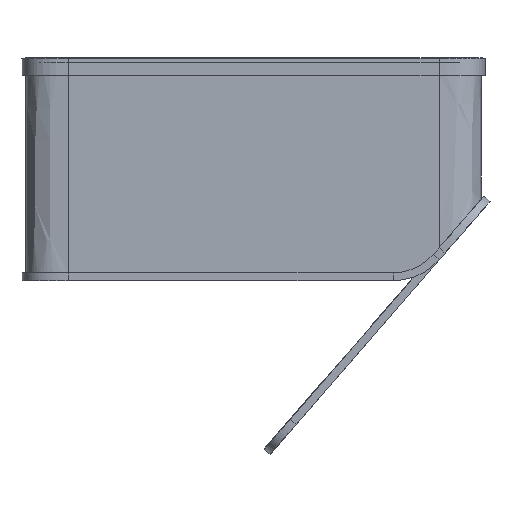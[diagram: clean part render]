
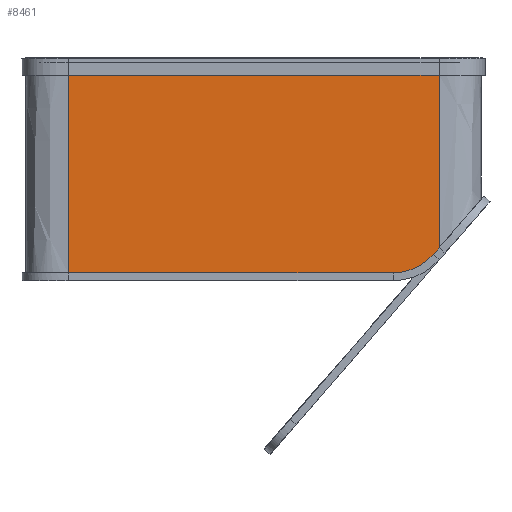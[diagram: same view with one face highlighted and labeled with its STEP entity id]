
A CAD part, left-side view. The second image highlights one B-rep face of the part: STEP entity #8461.
In plain terms, the highlighted planar face has unit normal (-1, 0, 0).
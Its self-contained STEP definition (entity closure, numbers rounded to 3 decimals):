
#896 = EDGE_CURVE ( 'NONE', #1502, #5423, #3580, .T. ) ;
#1156 = DIRECTION ( 'NONE',  ( 0., 1., 0. ) ) ;
#1459 = CARTESIAN_POINT ( 'NONE',  ( -115., 64., -6. ) ) ;
#1502 = VERTEX_POINT ( 'NONE', #12447 ) ;
#1678 = ORIENTED_EDGE ( 'NONE', *, *, #12899, .F. ) ;
#2239 = VERTEX_POINT ( 'NONE', #5783 ) ;
#2459 = PLANE ( 'NONE',  #5716 ) ;
#2499 = CARTESIAN_POINT ( 'NONE',  ( -115., -73.813, -73.621 ) ) ;
#2585 = DIRECTION ( 'NONE',  ( 0., 1., 0. ) ) ;
#2786 = CARTESIAN_POINT ( 'NONE',  ( -115., -58.719, -80.5 ) ) ;
#3106 = VERTEX_POINT ( 'NONE', #2786 ) ;
#3580 = LINE ( 'NONE', #15374, #6297 ) ;
#3800 = CARTESIAN_POINT ( 'NONE',  ( -115., 64., -6. ) ) ;
#4112 = AXIS2_PLACEMENT_3D ( 'NONE', #9358, #8107, #1156 ) ;
#4361 = ORIENTED_EDGE ( 'NONE', *, *, #4580, .F. ) ;
#4552 = B_SPLINE_CURVE_WITH_KNOTS ( 'NONE', 3,
 ( #13310, #11302, #6241, #3800 ),
 .UNSPECIFIED., .F., .F.,
 ( 4, 4 ),
 ( 0., 1. ),
 .UNSPECIFIED. ) ;
#4580 = EDGE_CURVE ( 'NONE', #1502, #10421, #8368, .T. ) ;
#4601 = ORIENTED_EDGE ( 'NONE', *, *, #8263, .F. ) ;
#4727 = DIRECTION ( 'NONE',  ( 0., 1., 0. ) ) ;
#4765 = EDGE_CURVE ( 'NONE', #8677, #10421, #15149, .T. ) ;
#5069 = CARTESIAN_POINT ( 'NONE',  ( -115., -76., -6. ) ) ;
#5176 = CARTESIAN_POINT ( 'NONE',  ( -115., 80., -80.5 ) ) ;
#5423 = VERTEX_POINT ( 'NONE', #1459 ) ;
#5482 = EDGE_LOOP ( 'NONE', ( #6688, #4361, #14878, #4601, #8782, #1678 ) ) ;
#5716 = AXIS2_PLACEMENT_3D ( 'NONE', #11890, #11746, #4727 ) ;
#5783 = CARTESIAN_POINT ( 'NONE',  ( -115., 64., -80.5 ) ) ;
#6241 = CARTESIAN_POINT ( 'NONE',  ( -115., 64., -30.833 ) ) ;
#6297 = VECTOR ( 'NONE', #7091, 1000. ) ;
#6688 = ORIENTED_EDGE ( 'NONE', *, *, #4765, .T. ) ;
#7091 = DIRECTION ( 'NONE',  ( 0., 1., 0. ) ) ;
#7450 = VECTOR ( 'NONE', #11265, 1000. ) ;
#7671 = CARTESIAN_POINT ( 'NONE',  ( -115., -92., -52.699 ) ) ;
#8107 = DIRECTION ( 'NONE',  ( 1., 0., 0. ) ) ;
#8263 = EDGE_CURVE ( 'NONE', #2239, #5423, #4552, .T. ) ;
#8368 = B_SPLINE_CURVE_WITH_KNOTS ( 'NONE', 3,
 ( #5069, #9819, #13634, #13392 ),
 .UNSPECIFIED., .F., .F.,
 ( 4, 4 ),
 ( 0., 0.874 ),
 .UNSPECIFIED. ) ;
#8461 = ADVANCED_FACE ( 'NONE', ( #15412 ), #2459, .T. ) ;
#8677 = VERTEX_POINT ( 'NONE', #2499 ) ;
#8757 = CIRCLE ( 'NONE', #4112, 20. ) ;
#8782 = ORIENTED_EDGE ( 'NONE', *, *, #11908, .F. ) ;
#9109 = CARTESIAN_POINT ( 'NONE',  ( -115., -76., -71.105 ) ) ;
#9358 = CARTESIAN_POINT ( 'NONE',  ( -115., -58.719, -60.5 ) ) ;
#9819 = CARTESIAN_POINT ( 'NONE',  ( -115., -76., -27.702 ) ) ;
#10421 = VERTEX_POINT ( 'NONE', #9109 ) ;
#11265 = DIRECTION ( 'NONE',  ( 0., -0.656, 0.755 ) ) ;
#11302 = CARTESIAN_POINT ( 'NONE',  ( -115., 64., -55.667 ) ) ;
#11746 = DIRECTION ( 'NONE',  ( -1., 0., 0. ) ) ;
#11890 = CARTESIAN_POINT ( 'NONE',  ( -115., 80., -80.5 ) ) ;
#11908 = EDGE_CURVE ( 'NONE', #3106, #2239, #11938, .T. ) ;
#11938 = LINE ( 'NONE', #5176, #12469 ) ;
#12447 = CARTESIAN_POINT ( 'NONE',  ( -115., -76., -6. ) ) ;
#12469 = VECTOR ( 'NONE', #2585, 1000. ) ;
#12899 = EDGE_CURVE ( 'NONE', #8677, #3106, #8757, .T. ) ;
#13310 = CARTESIAN_POINT ( 'NONE',  ( -115., 64., -80.5 ) ) ;
#13392 = CARTESIAN_POINT ( 'NONE',  ( -115., -76., -71.105 ) ) ;
#13634 = CARTESIAN_POINT ( 'NONE',  ( -115., -76., -49.403 ) ) ;
#14878 = ORIENTED_EDGE ( 'NONE', *, *, #896, .T. ) ;
#15149 = LINE ( 'NONE', #7671, #7450 ) ;
#15374 = CARTESIAN_POINT ( 'NONE',  ( -115., 80., -6. ) ) ;
#15412 = FACE_OUTER_BOUND ( 'NONE', #5482, .T. ) ;
